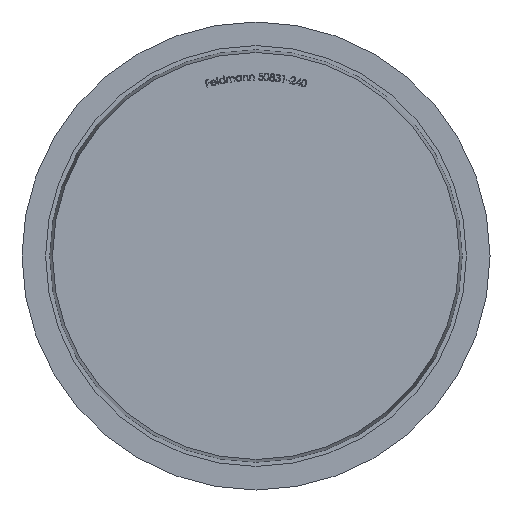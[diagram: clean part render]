
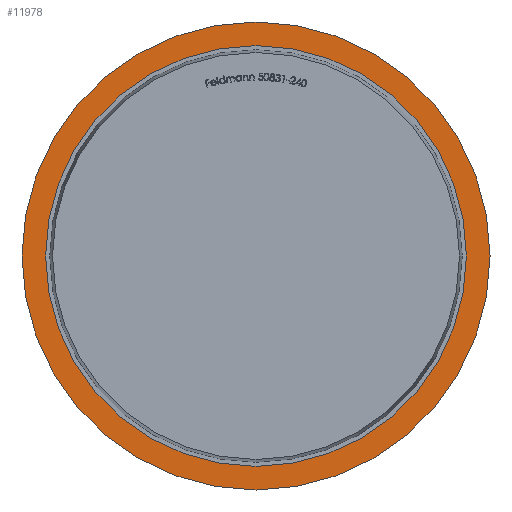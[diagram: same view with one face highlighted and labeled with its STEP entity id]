
A CAD part, front view. The second image highlights one B-rep face of the part: STEP entity #11978.
In plain terms, the highlighted planar face has unit normal (0, -1, 0).
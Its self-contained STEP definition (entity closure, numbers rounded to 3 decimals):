
#342 = CIRCLE ( 'NONE', #12700, 14.85 ) ;
#873 = FACE_OUTER_BOUND ( 'NONE', #9387, .T. ) ;
#883 = AXIS2_PLACEMENT_3D ( 'NONE', #2645, #10025, #7841 ) ;
#1039 = CARTESIAN_POINT ( 'NONE',  ( 0., 4.5, 0. ) ) ;
#1400 = CIRCLE ( 'NONE', #8578, 16.85 ) ;
#1706 = CARTESIAN_POINT ( 'NONE',  ( 0., 4.5, -14.85 ) ) ;
#1949 = DIRECTION ( 'NONE',  ( 0., 0., 1. ) ) ;
#2498 = CIRCLE ( 'NONE', #4392, 16.85 ) ;
#2645 = CARTESIAN_POINT ( 'NONE',  ( 0., 4.5, 0. ) ) ;
#2921 = CARTESIAN_POINT ( 'NONE',  ( 0., 4.5, 0. ) ) ;
#3019 = AXIS2_PLACEMENT_3D ( 'NONE', #2921, #6145, #8301 ) ;
#3349 = FACE_BOUND ( 'NONE', #11856, .T. ) ;
#3478 = EDGE_CURVE ( 'NONE', #12297, #11688, #2498, .T. ) ;
#4059 = DIRECTION ( 'NONE',  ( 0., 0., 1. ) ) ;
#4097 = ORIENTED_EDGE ( 'NONE', *, *, #10392, .F. ) ;
#4288 = ORIENTED_EDGE ( 'NONE', *, *, #3478, .F. ) ;
#4392 = AXIS2_PLACEMENT_3D ( 'NONE', #10352, #11443, #4059 ) ;
#4425 = CARTESIAN_POINT ( 'NONE',  ( 0., 4.5, 0. ) ) ;
#5289 = EDGE_CURVE ( 'NONE', #9978, #6135, #342, .T. ) ;
#5361 = CARTESIAN_POINT ( 'NONE',  ( 0., 4.5, -16.85 ) ) ;
#6135 = VERTEX_POINT ( 'NONE', #7411 ) ;
#6145 = DIRECTION ( 'NONE',  ( 0., -1., 0. ) ) ;
#6290 = DIRECTION ( 'NONE',  ( 0., 1., 0. ) ) ;
#7411 = CARTESIAN_POINT ( 'NONE',  ( 0., 4.5, 14.85 ) ) ;
#7841 = DIRECTION ( 'NONE',  ( 0., 0., 1. ) ) ;
#8301 = DIRECTION ( 'NONE',  ( 0., 0., -1. ) ) ;
#8578 = AXIS2_PLACEMENT_3D ( 'NONE', #1039, #6290, #1949 ) ;
#8806 = DIRECTION ( 'NONE',  ( 0., 1., 0. ) ) ;
#9097 = EDGE_CURVE ( 'NONE', #6135, #9978, #12312, .T. ) ;
#9387 = EDGE_LOOP ( 'NONE', ( #4097, #4288 ) ) ;
#9735 = ORIENTED_EDGE ( 'NONE', *, *, #5289, .T. ) ;
#9851 = CARTESIAN_POINT ( 'NONE',  ( 0., 4.5, 16.85 ) ) ;
#9978 = VERTEX_POINT ( 'NONE', #1706 ) ;
#10025 = DIRECTION ( 'NONE',  ( 0., 1., 0. ) ) ;
#10352 = CARTESIAN_POINT ( 'NONE',  ( 0., 4.5, 0. ) ) ;
#10392 = EDGE_CURVE ( 'NONE', #11688, #12297, #1400, .T. ) ;
#11443 = DIRECTION ( 'NONE',  ( 0., 1., 0. ) ) ;
#11688 = VERTEX_POINT ( 'NONE', #9851 ) ;
#11760 = DIRECTION ( 'NONE',  ( 0., 0., 1. ) ) ;
#11856 = EDGE_LOOP ( 'NONE', ( #9735, #13422 ) ) ;
#11978 = ADVANCED_FACE ( 'NONE', ( #3349, #873 ), #13393, .T. ) ;
#12297 = VERTEX_POINT ( 'NONE', #5361 ) ;
#12312 = CIRCLE ( 'NONE', #883, 14.85 ) ;
#12700 = AXIS2_PLACEMENT_3D ( 'NONE', #4425, #8806, #11760 ) ;
#13393 = PLANE ( 'NONE',  #3019 ) ;
#13422 = ORIENTED_EDGE ( 'NONE', *, *, #9097, .T. ) ;
